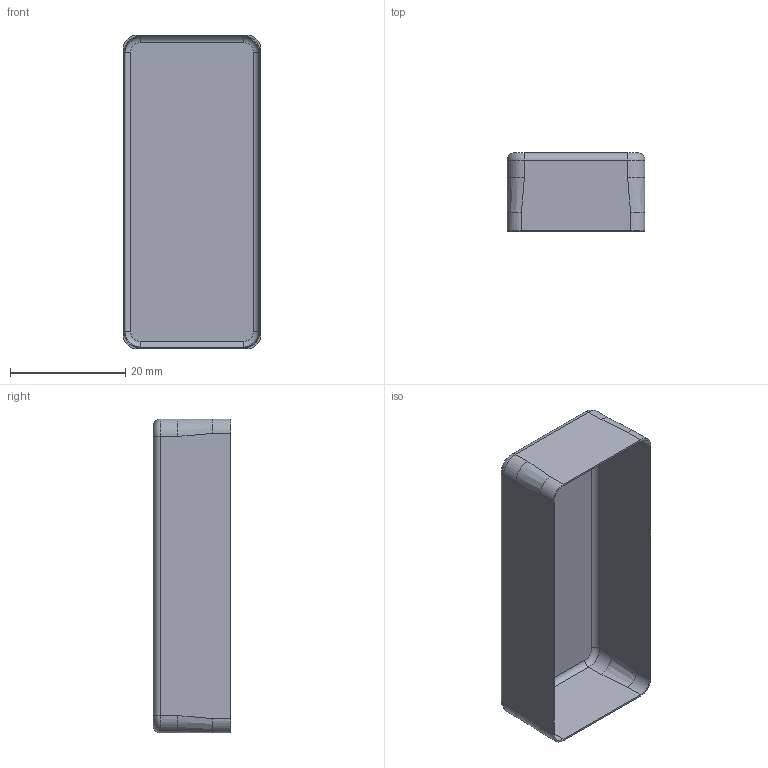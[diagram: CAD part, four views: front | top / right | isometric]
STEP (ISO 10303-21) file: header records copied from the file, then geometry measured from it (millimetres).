
FILE_DESCRIPTION (( 'STEP AP203' ), '1' );
FILE_NAME ('MS544-20S.step', '2020-11-16T13:24:57', ( '' ), ( '' ), 'SwSTEP 2.0', 'SolidWorks 2018', '' );
FILE_SCHEMA (( 'CONFIG_CONTROL_DESIGN' ));
Length unit declared in the file: millimetre
Products named in the file (1): MS544-20S
Bounding box: 23.9 x 13.5 x 54.4 mm (x, y, z)
Volume: 962.9 mm3; surface area: 6464.8 mm2
Topology: 1 solids, 1 shells, 51 faces, 128 edges, 80 vertices
Faces by surface type: cylinder 24, plane 11, bspline 8, torus 8
Entity records: 2523 total; most frequent: CARTESIAN_POINT 1268, ORIENTED_EDGE 256, DIRECTION 240, EDGE_CURVE 128, AXIS2_PLACEMENT_3D 92, VERTEX_POINT 80, VECTOR 56, LINE 56
